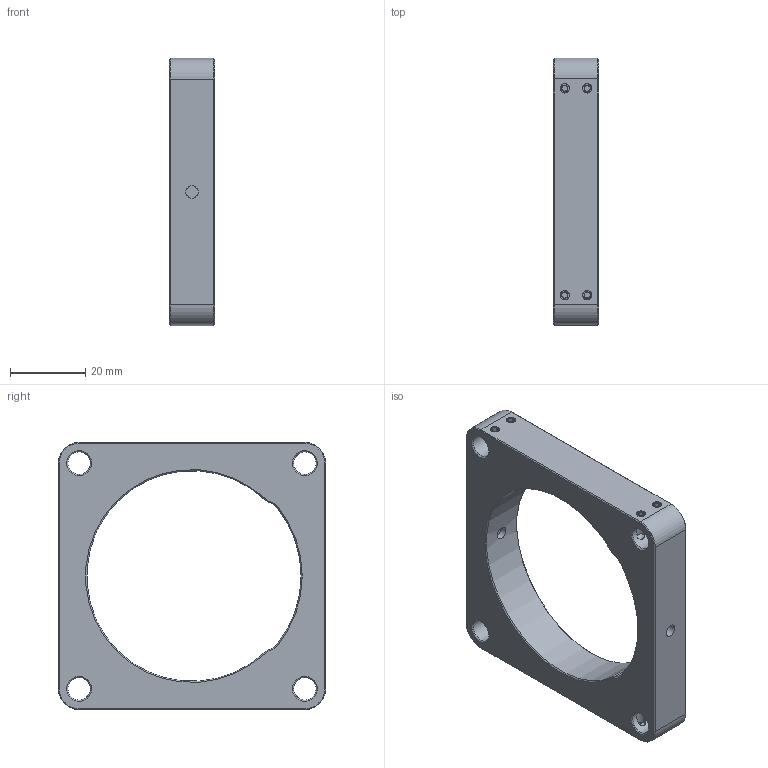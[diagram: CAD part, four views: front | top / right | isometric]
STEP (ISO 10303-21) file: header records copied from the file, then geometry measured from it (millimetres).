
FILE_DESCRIPTION (( 'STEP AP203' ), '1' );
FILE_NAME ('530149.STEP', '2025-05-07T03:58:29', ( 'Windows User' ), ( 'P R C' ), 'SwSTEP 2.0', 'SolidWorks 2020', '' );
FILE_SCHEMA (( 'CONFIG_CONTROL_DESIGN' ));
Length unit declared in the file: millimetre
Products named in the file (1): 530149
Bounding box: 12 x 71.1 x 71.1 mm (x, y, z)
Volume: 28720.6 mm3; surface area: 11743.9 mm2
Topology: 10 solids, 10 shells, 233 faces, 500 edges, 285 vertices
Faces by surface type: cone 103, plane 96, cylinder 34
Full cylindrical faces by diameter (mm): 2.5 x8, 3 x9, 3.3 x2, 4 x1, 6 x4
Entity records: 6305 total; most frequent: CARTESIAN_POINT 1741, DIRECTION 956, ORIENTED_EDGE 796, EDGE_CURVE 398, AXIS2_PLACEMENT_3D 395, EDGE_LOOP 322, FACE_OUTER_BOUND 257, VERTEX_POINT 246
